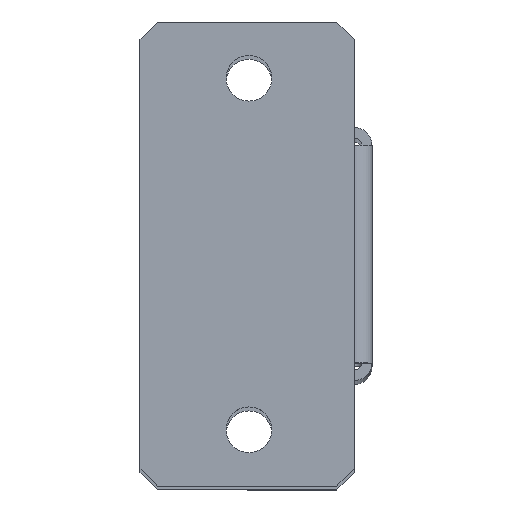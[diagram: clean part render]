
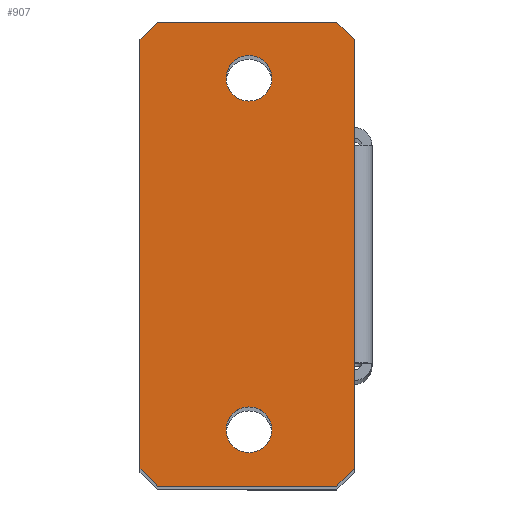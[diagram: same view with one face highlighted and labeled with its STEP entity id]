
A CAD part, top view. The second image highlights one B-rep face of the part: STEP entity #907.
In plain terms, the highlighted planar face has unit normal (0, 0, 1).
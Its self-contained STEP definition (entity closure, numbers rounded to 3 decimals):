
#60 = VERTEX_POINT ( 'NONE', #5650 ) ;
#248 = AXIS2_PLACEMENT_3D ( 'NONE', #6215, #5526, #5820 ) ;
#278 = VERTEX_POINT ( 'NONE', #1057 ) ;
#400 = CARTESIAN_POINT ( 'NONE',  ( 0., 0., 321.5 ) ) ;
#467 = VERTEX_POINT ( 'NONE', #1202 ) ;
#515 = PLANE ( 'NONE',  #5298 ) ;
#559 = DIRECTION ( 'NONE',  ( 0., 0., -1. ) ) ;
#572 = VERTEX_POINT ( 'NONE', #2049 ) ;
#589 = VERTEX_POINT ( 'NONE', #3694 ) ;
#599 = VERTEX_POINT ( 'NONE', #3670 ) ;
#635 = DIRECTION ( 'NONE',  ( -1., 0., 0. ) ) ;
#703 = VECTOR ( 'NONE', #5060, 1000. ) ;
#772 = VERTEX_POINT ( 'NONE', #2098 ) ;
#777 = LINE ( 'NONE', #4781, #703 ) ;
#885 = CARTESIAN_POINT ( 'NONE',  ( 18.75, 7., 321.5 ) ) ;
#907 = ADVANCED_FACE ( 'NONE', ( #2420, #2324, #2409 ), #515, .F. ) ;
#1057 = CARTESIAN_POINT ( 'NONE',  ( 28., 15., 321.5 ) ) ;
#1082 = CARTESIAN_POINT ( 'NONE',  ( 0., -51., 321.5 ) ) ;
#1129 = EDGE_CURVE ( 'NONE', #60, #3634, #777, .T. ) ;
#1189 = VECTOR ( 'NONE', #3623, 1000. ) ;
#1202 = CARTESIAN_POINT ( 'NONE',  ( 28., -51., 321.5 ) ) ;
#1228 = CARTESIAN_POINT ( 'NONE',  ( 30.5, 12.5, 321.5 ) ) ;
#1248 = LINE ( 'NONE', #4951, #1189 ) ;
#1396 = LINE ( 'NONE', #2455, #4256 ) ;
#1522 = DIRECTION ( 'NONE',  ( -1., 0., 0. ) ) ;
#1544 = DIRECTION ( 'NONE',  ( 0., 0., 1. ) ) ;
#1594 = CARTESIAN_POINT ( 'NONE',  ( 15.5, -43., 321.5 ) ) ;
#1661 = CARTESIAN_POINT ( 'NONE',  ( 30.5, 15., 321.5 ) ) ;
#1939 = EDGE_CURVE ( 'NONE', #589, #599, #4883, .T. ) ;
#1973 = VECTOR ( 'NONE', #2023, 1000. ) ;
#2023 = DIRECTION ( 'NONE',  ( 1., 0., 0. ) ) ;
#2049 = CARTESIAN_POINT ( 'NONE',  ( 0., 12.5, 321.5 ) ) ;
#2098 = CARTESIAN_POINT ( 'NONE',  ( 30.5, -48.5, 321.5 ) ) ;
#2116 = DIRECTION ( 'NONE',  ( -0.707, -0.707, 0. ) ) ;
#2208 = DIRECTION ( 'NONE',  ( 0., -1., 0. ) ) ;
#2211 = CARTESIAN_POINT ( 'NONE',  ( 2.5, 15., 321.5 ) ) ;
#2297 = EDGE_CURVE ( 'NONE', #4376, #4376, #3922, .T. ) ;
#2324 = FACE_BOUND ( 'NONE', #6224, .T. ) ;
#2380 = EDGE_CURVE ( 'NONE', #572, #589, #3576, .T. ) ;
#2409 = FACE_OUTER_BOUND ( 'NONE', #5643, .T. ) ;
#2420 = FACE_BOUND ( 'NONE', #5835, .T. ) ;
#2455 = CARTESIAN_POINT ( 'NONE',  ( 30.5, -51., 321.5 ) ) ;
#2547 = LINE ( 'NONE', #5349, #2621 ) ;
#2556 = CARTESIAN_POINT ( 'NONE',  ( 0., 15., 321.5 ) ) ;
#2621 = VECTOR ( 'NONE', #4856, 1000. ) ;
#2799 = EDGE_CURVE ( 'NONE', #467, #772, #2547, .T. ) ;
#2941 = VERTEX_POINT ( 'NONE', #4604 ) ;
#3010 = DIRECTION ( 'NONE',  ( 0., 1., 0. ) ) ;
#3056 = CARTESIAN_POINT ( 'NONE',  ( 2.5, 15., 321.5 ) ) ;
#3220 = VERTEX_POINT ( 'NONE', #1228 ) ;
#3228 = ORIENTED_EDGE ( 'NONE', *, *, #2297, .F. ) ;
#3263 = ORIENTED_EDGE ( 'NONE', *, *, #3890, .F. ) ;
#3309 = EDGE_CURVE ( 'NONE', #3220, #278, #1248, .T. ) ;
#3334 = VECTOR ( 'NONE', #2208, 1000. ) ;
#3484 = ORIENTED_EDGE ( 'NONE', *, *, #6158, .F. ) ;
#3508 = ORIENTED_EDGE ( 'NONE', *, *, #3309, .T. ) ;
#3517 = VECTOR ( 'NONE', #3905, 1000. ) ;
#3576 = LINE ( 'NONE', #6343, #3517 ) ;
#3579 = ORIENTED_EDGE ( 'NONE', *, *, #5931, .F. ) ;
#3623 = DIRECTION ( 'NONE',  ( -0.707, 0.707, 0. ) ) ;
#3633 = ORIENTED_EDGE ( 'NONE', *, *, #5621, .T. ) ;
#3634 = VERTEX_POINT ( 'NONE', #5379 ) ;
#3670 = CARTESIAN_POINT ( 'NONE',  ( 2.5, -51., 321.5 ) ) ;
#3694 = CARTESIAN_POINT ( 'NONE',  ( 0., -48.5, 321.5 ) ) ;
#3757 = ORIENTED_EDGE ( 'NONE', *, *, #2380, .T. ) ;
#3794 = VERTEX_POINT ( 'NONE', #3056 ) ;
#3819 = ORIENTED_EDGE ( 'NONE', *, *, #1939, .T. ) ;
#3890 = EDGE_CURVE ( 'NONE', #2941, #2941, #5114, .T. ) ;
#3905 = DIRECTION ( 'NONE',  ( 0., -1., 0. ) ) ;
#3922 = CIRCLE ( 'NONE', #248, 3.25 ) ;
#3927 = ORIENTED_EDGE ( 'NONE', *, *, #6038, .F. ) ;
#3983 = ORIENTED_EDGE ( 'NONE', *, *, #2799, .T. ) ;
#4068 = ORIENTED_EDGE ( 'NONE', *, *, #5798, .T. ) ;
#4086 = ORIENTED_EDGE ( 'NONE', *, *, #1129, .F. ) ;
#4256 = VECTOR ( 'NONE', #3010, 1000. ) ;
#4376 = VERTEX_POINT ( 'NONE', #885 ) ;
#4494 = CARTESIAN_POINT ( 'NONE',  ( 2.5, -51., 321.5 ) ) ;
#4574 = LINE ( 'NONE', #1661, #3334 ) ;
#4604 = CARTESIAN_POINT ( 'NONE',  ( 12.25, -43., 321.5 ) ) ;
#4781 = CARTESIAN_POINT ( 'NONE',  ( 30.5, -33.5, 321.5 ) ) ;
#4785 = DIRECTION ( 'NONE',  ( -1., 0., 0. ) ) ;
#4836 = VECTOR ( 'NONE', #5601, 1000. ) ;
#4856 = DIRECTION ( 'NONE',  ( 0.707, 0.707, 0. ) ) ;
#4883 = LINE ( 'NONE', #4494, #4836 ) ;
#4951 = CARTESIAN_POINT ( 'NONE',  ( 28., 15., 321.5 ) ) ;
#5034 = AXIS2_PLACEMENT_3D ( 'NONE', #1594, #1544, #1522 ) ;
#5060 = DIRECTION ( 'NONE',  ( 0., -1., 0. ) ) ;
#5114 = CIRCLE ( 'NONE', #5034, 3.25 ) ;
#5298 = AXIS2_PLACEMENT_3D ( 'NONE', #400, #559, #635 ) ;
#5349 = CARTESIAN_POINT ( 'NONE',  ( 28., -51., 321.5 ) ) ;
#5379 = CARTESIAN_POINT ( 'NONE',  ( 30.5, -33.5, 321.5 ) ) ;
#5410 = VECTOR ( 'NONE', #4785, 1000. ) ;
#5418 = LINE ( 'NONE', #2211, #6670 ) ;
#5526 = DIRECTION ( 'NONE',  ( 0., 0., 1. ) ) ;
#5601 = DIRECTION ( 'NONE',  ( 0.707, -0.707, 0. ) ) ;
#5621 = EDGE_CURVE ( 'NONE', #3794, #572, #5418, .T. ) ;
#5643 = EDGE_LOOP ( 'NONE', ( #3484, #3508, #3579, #3633, #3757, #3819, #3927, #3983, #4068, #4086 ) ) ;
#5650 = CARTESIAN_POINT ( 'NONE',  ( 30.5, -2.5, 321.5 ) ) ;
#5798 = EDGE_CURVE ( 'NONE', #772, #3634, #1396, .T. ) ;
#5820 = DIRECTION ( 'NONE',  ( 1., 0., 0. ) ) ;
#5835 = EDGE_LOOP ( 'NONE', ( #3228 ) ) ;
#5931 = EDGE_CURVE ( 'NONE', #3794, #278, #6258, .T. ) ;
#6038 = EDGE_CURVE ( 'NONE', #467, #599, #6661, .T. ) ;
#6158 = EDGE_CURVE ( 'NONE', #3220, #60, #4574, .T. ) ;
#6215 = CARTESIAN_POINT ( 'NONE',  ( 15.5, 7., 321.5 ) ) ;
#6224 = EDGE_LOOP ( 'NONE', ( #3263 ) ) ;
#6258 = LINE ( 'NONE', #2556, #1973 ) ;
#6343 = CARTESIAN_POINT ( 'NONE',  ( 0., 0., 321.5 ) ) ;
#6661 = LINE ( 'NONE', #1082, #5410 ) ;
#6670 = VECTOR ( 'NONE', #2116, 1000. ) ;
